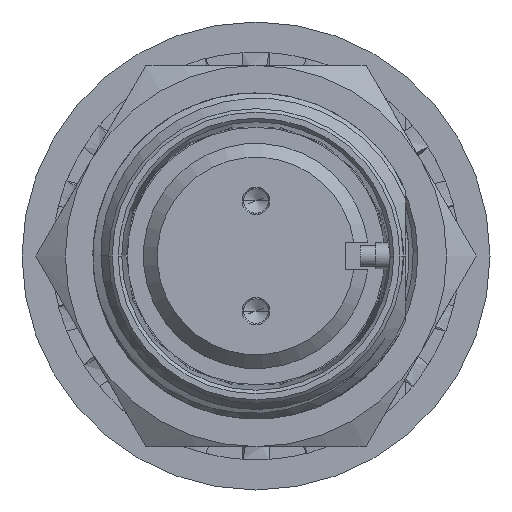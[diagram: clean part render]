
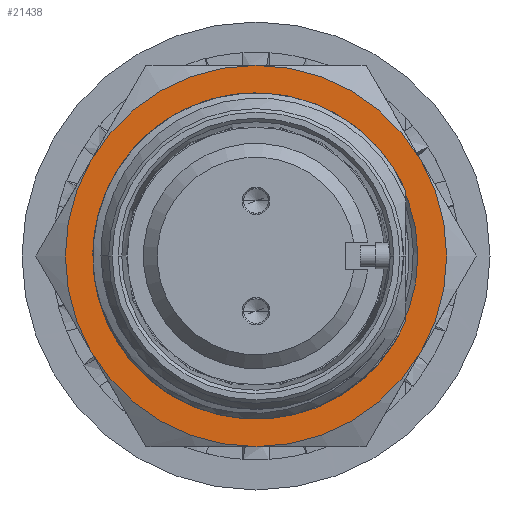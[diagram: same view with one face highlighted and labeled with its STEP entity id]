
A CAD part, left-side view. The second image highlights one B-rep face of the part: STEP entity #21438.
In plain terms, the highlighted planar face has unit normal (-1, 0, 0).
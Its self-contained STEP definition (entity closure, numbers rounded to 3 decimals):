
#2833=CARTESIAN_POINT('',(13.5,0.,0.));
#2834=DIRECTION('',(1.,0.,0.));
#2835=DIRECTION('',(0.,-0.191,0.982));
#2836=AXIS2_PLACEMENT_3D('',#2833,#2834,#2835);
#2931=CARTESIAN_POINT('',(13.5,0.074,9.41));
#2932=CARTESIAN_POINT('',(13.5,-0.051,9.406));
#2933=CARTESIAN_POINT('',(13.5,-0.302,9.394));
#2934=CARTESIAN_POINT('',(13.5,-0.676,9.36));
#2935=CARTESIAN_POINT('',(13.5,-1.048,9.312));
#2936=CARTESIAN_POINT('',(13.5,-1.417,9.249));
#2937=CARTESIAN_POINT('',(13.5,-1.661,9.197));
#2938=CARTESIAN_POINT('',(13.5,-1.783,9.168));
#3052=CARTESIAN_POINT('',(13.5,0.,0.));
#3053=DIRECTION('',(-1.,0.,0.));
#3054=DIRECTION('',(0.,0.,-1.));
#3055=AXIS2_PLACEMENT_3D('',#3052,#3053,#3054);
#3057=CARTESIAN_POINT('',(13.5,0.,0.));
#3058=DIRECTION('',(-1.,0.,0.));
#3059=DIRECTION('',(0.,0.866,-0.5));
#3060=AXIS2_PLACEMENT_3D('',#3057,#3058,#3059);
#3062=CARTESIAN_POINT('',(13.5,0.,0.));
#3063=DIRECTION('',(-1.,0.,0.));
#3064=DIRECTION('',(0.,0.,1.));
#3065=AXIS2_PLACEMENT_3D('',#3062,#3063,#3064);
#3067=CARTESIAN_POINT('',(13.5,0.,0.));
#3068=DIRECTION('',(-1.,0.,0.));
#3069=DIRECTION('',(0.,-0.866,0.5));
#3070=AXIS2_PLACEMENT_3D('',#3067,#3068,#3069);
#3072=CARTESIAN_POINT('',(13.5,0.,0.));
#3073=DIRECTION('',(1.,0.,0.));
#3074=DIRECTION('',(0.,0.982,-0.187));
#3075=AXIS2_PLACEMENT_3D('',#3072,#3073,#3074);
#3077=CARTESIAN_POINT('',(13.5,9.086,-2.21));
#3078=CARTESIAN_POINT('',(13.5,9.097,-2.159));
#3079=CARTESIAN_POINT('',(13.5,9.119,-2.057));
#3080=CARTESIAN_POINT('',(13.5,9.148,-1.903));
#3081=CARTESIAN_POINT('',(13.5,9.166,-1.8));
#3082=CARTESIAN_POINT('',(13.5,9.175,-1.748));
#3084=CARTESIAN_POINT('',(13.5,4.782,-8.035));
#3085=CARTESIAN_POINT('',(13.5,4.895,-7.969));
#3086=CARTESIAN_POINT('',(13.5,5.116,-7.831));
#3087=CARTESIAN_POINT('',(13.5,5.439,-7.61));
#3088=CARTESIAN_POINT('',(13.5,5.753,-7.375));
#3089=CARTESIAN_POINT('',(13.5,6.056,-7.128));
#3090=CARTESIAN_POINT('',(13.5,6.35,-6.868));
#3091=CARTESIAN_POINT('',(13.5,6.631,-6.597));
#3092=CARTESIAN_POINT('',(13.5,6.902,-6.313));
#3093=CARTESIAN_POINT('',(13.5,7.16,-6.019));
#3094=CARTESIAN_POINT('',(13.5,7.405,-5.714));
#3095=CARTESIAN_POINT('',(13.5,7.638,-5.399));
#3096=CARTESIAN_POINT('',(13.5,7.857,-5.075));
#3097=CARTESIAN_POINT('',(13.5,8.063,-4.742));
#3098=CARTESIAN_POINT('',(13.5,8.254,-4.4));
#3099=CARTESIAN_POINT('',(13.5,8.431,-4.051));
#3100=CARTESIAN_POINT('',(13.5,8.593,-3.694));
#3101=CARTESIAN_POINT('',(13.5,8.74,-3.332));
#3102=CARTESIAN_POINT('',(13.5,8.872,-2.963));
#3103=CARTESIAN_POINT('',(13.5,8.988,-2.589));
#3104=CARTESIAN_POINT('',(13.5,9.055,-2.337));
#3105=CARTESIAN_POINT('',(13.5,9.086,-2.21));
#3107=CARTESIAN_POINT('',(13.5,4.367,-8.256));
#3108=CARTESIAN_POINT('',(13.5,4.414,-8.233));
#3109=CARTESIAN_POINT('',(13.5,4.507,-8.185));
#3110=CARTESIAN_POINT('',(13.5,4.645,-8.112));
#3111=CARTESIAN_POINT('',(13.5,4.737,-8.061));
#3112=CARTESIAN_POINT('',(13.5,4.782,-8.035));
#3114=CARTESIAN_POINT('',(13.5,0.,0.));
#3115=DIRECTION('',(-1.,0.,0.));
#3116=DIRECTION('',(0.,-0.866,-0.5));
#3117=AXIS2_PLACEMENT_3D('',#3114,#3115,#3116);
#5540=CARTESIAN_POINT('',(13.5,0.,0.));
#5541=DIRECTION('',(-1.,0.,0.));
#5542=DIRECTION('',(0.,0.866,0.5));
#5543=AXIS2_PLACEMENT_3D('',#5540,#5541,#5542);
#7693=CARTESIAN_POINT('',(13.5,9.261,-1.213));
#7694=CARTESIAN_POINT('',(13.5,9.282,-1.09));
#7695=CARTESIAN_POINT('',(13.5,9.318,-0.843));
#7696=CARTESIAN_POINT('',(13.5,9.359,-0.47));
#7697=CARTESIAN_POINT('',(13.5,9.384,-0.096));
#7698=CARTESIAN_POINT('',(13.5,9.394,0.28));
#7699=CARTESIAN_POINT('',(13.5,9.391,0.53));
#7700=CARTESIAN_POINT('',(13.5,9.387,0.655));
#7770=CARTESIAN_POINT('',(13.5,0.,0.));
#7771=DIRECTION('',(1.,0.,0.));
#7772=DIRECTION('',(0.,0.998,0.07));
#7773=AXIS2_PLACEMENT_3D('',#7770,#7771,#7772);
#18560=VERTEX_POINT('',#3107);
#18561=VERTEX_POINT('',#3112);
#18562=VERTEX_POINT('',#3105);
#18563=VERTEX_POINT('',#3082);
#18572=CARTESIAN_POINT('',(13.5,-9.526,5.5));
#18573=CARTESIAN_POINT('',(13.5,0.,11.));
#18574=VERTEX_POINT('',#18572);
#18575=VERTEX_POINT('',#18573);
#18576=CARTESIAN_POINT('',(13.5,9.526,5.5));
#18577=VERTEX_POINT('',#18576);
#18578=CARTESIAN_POINT('',(13.5,9.526,-5.5));
#18579=CARTESIAN_POINT('',(13.5,0.,-11.));
#18580=VERTEX_POINT('',#18578);
#18581=VERTEX_POINT('',#18579);
#18582=CARTESIAN_POINT('',(13.5,-9.526,-5.5));
#18583=VERTEX_POINT('',#18582);
#18602=CARTESIAN_POINT('',(13.5,9.387,0.655));
#18603=CARTESIAN_POINT('',(13.5,0.074,9.41));
#18604=VERTEX_POINT('',#18602);
#18605=VERTEX_POINT('',#18603);
#18610=VERTEX_POINT('',#2938);
#18627=VERTEX_POINT('',#7693);
#21403=CARTESIAN_POINT('',(13.5,0.,0.));
#21404=DIRECTION('',(1.,0.,0.));
#21405=DIRECTION('',(0.,0.,1.));
#21406=AXIS2_PLACEMENT_3D('',#21403,#21404,#21405);
#21407=PLANE('',#21406);
#21409=ORIENTED_EDGE('',*,*,#21408,.F.);
#21411=ORIENTED_EDGE('',*,*,#21410,.F.);
#21413=ORIENTED_EDGE('',*,*,#21412,.F.);
#21415=ORIENTED_EDGE('',*,*,#21414,.F.);
#21417=ORIENTED_EDGE('',*,*,#21416,.F.);
#21419=ORIENTED_EDGE('',*,*,#21418,.F.);
#21420=EDGE_LOOP('',(#21409,#21411,#21413,#21415,#21417,#21419));
#21421=FACE_OUTER_BOUND('',#21420,.F.);
#21423=ORIENTED_EDGE('',*,*,#21422,.F.);
#21425=ORIENTED_EDGE('',*,*,#21424,.F.);
#21427=ORIENTED_EDGE('',*,*,#21426,.F.);
#21429=ORIENTED_EDGE('',*,*,#21428,.F.);
#21431=ORIENTED_EDGE('',*,*,#21430,.F.);
#21433=ORIENTED_EDGE('',*,*,#21432,.F.);
#21434=ORIENTED_EDGE('',*,*,#21297,.F.);
#21435=ORIENTED_EDGE('',*,*,#21390,.F.);
#21436=EDGE_LOOP('',(#21423,#21425,#21427,#21429,#21431,#21433,#21434,#21435));
#21437=FACE_BOUND('',#21436,.F.);
#21438=ADVANCED_FACE('',(#21421,#21437),#21407,.F.);
#2837=CIRCLE('',#2836,9.34);
#2939=B_SPLINE_CURVE_WITH_KNOTS('',3,(#2931,#2932,#2933,#2934,#2935,#2936,#2937,
#2938),.UNSPECIFIED.,.F.,.F.,(4,1,1,1,1,4),(0.,0.2,0.4,0.6,0.8,1.),
.UNSPECIFIED.);
#3056=CIRCLE('',#3055,11.);
#3061=CIRCLE('',#3060,11.);
#3066=CIRCLE('',#3065,11.);
#3071=CIRCLE('',#3070,11.);
#3076=CIRCLE('',#3075,9.34);
#3083=B_SPLINE_CURVE_WITH_KNOTS('',3,(#3077,#3078,#3079,#3080,#3081,#3082),
.UNSPECIFIED.,.F.,.F.,(4,1,1,4),(0.,0.333,0.667,1.),
.UNSPECIFIED.);
#3106=B_SPLINE_CURVE_WITH_KNOTS('',3,(#3084,#3085,#3086,#3087,#3088,#3089,#3090,
#3091,#3092,#3093,#3094,#3095,#3096,#3097,#3098,#3099,#3100,#3101,#3102,#3103,
#3104,#3105),.UNSPECIFIED.,.F.,.F.,(4,1,1,1,1,1,1,1,1,1,1,1,1,1,1,1,1,1,1,4),(
0.,0.053,0.105,0.158,0.211,
0.263,0.316,0.368,0.421,
0.474,0.526,0.579,0.632,
0.684,0.737,0.789,0.842,
0.895,0.947,1.),.UNSPECIFIED.);
#3113=B_SPLINE_CURVE_WITH_KNOTS('',3,(#3107,#3108,#3109,#3110,#3111,#3112),
.UNSPECIFIED.,.F.,.F.,(4,1,1,4),(0.,0.333,0.667,1.),
.UNSPECIFIED.);
#3118=CIRCLE('',#3117,11.);
#5544=CIRCLE('',#5543,11.);
#7701=B_SPLINE_CURVE_WITH_KNOTS('',3,(#7693,#7694,#7695,#7696,#7697,#7698,#7699,
#7700),.UNSPECIFIED.,.F.,.F.,(4,1,1,1,1,4),(0.,0.2,0.4,0.6,0.8,1.),
.UNSPECIFIED.);
#7774=CIRCLE('',#7773,9.41);
#21297=EDGE_CURVE('',#18610,#18560,#2837,.T.);
#21390=EDGE_CURVE('',#18605,#18610,#2939,.T.);
#21408=EDGE_CURVE('',#18583,#18574,#3118,.T.);
#21410=EDGE_CURVE('',#18581,#18583,#3056,.T.);
#21412=EDGE_CURVE('',#18580,#18581,#3061,.T.);
#21414=EDGE_CURVE('',#18577,#18580,#5544,.T.);
#21416=EDGE_CURVE('',#18575,#18577,#3066,.T.);
#21418=EDGE_CURVE('',#18574,#18575,#3071,.T.);
#21422=EDGE_CURVE('',#18604,#18605,#7774,.T.);
#21424=EDGE_CURVE('',#18627,#18604,#7701,.T.);
#21426=EDGE_CURVE('',#18563,#18627,#3076,.T.);
#21428=EDGE_CURVE('',#18562,#18563,#3083,.T.);
#21430=EDGE_CURVE('',#18561,#18562,#3106,.T.);
#21432=EDGE_CURVE('',#18560,#18561,#3113,.T.);
